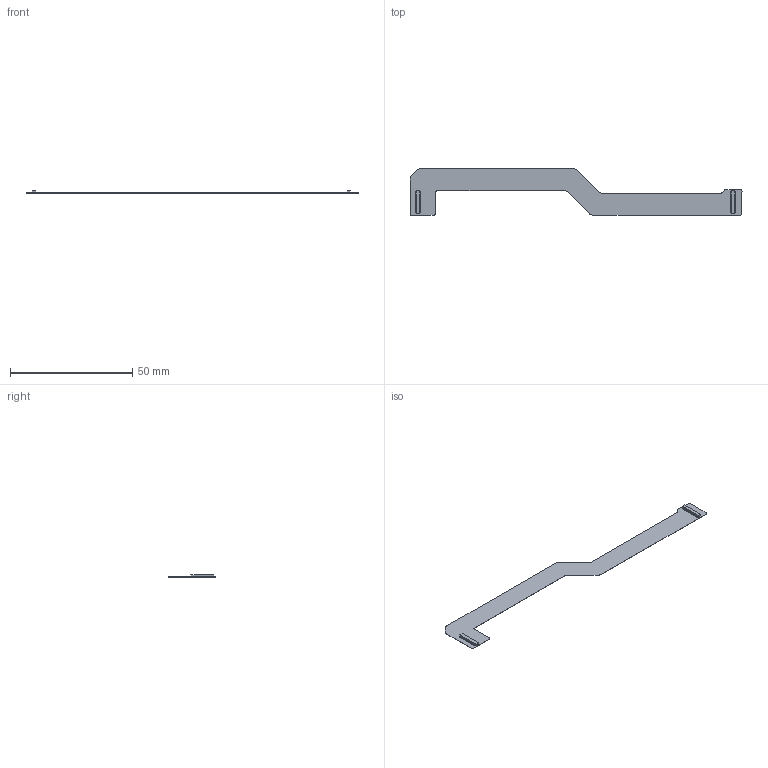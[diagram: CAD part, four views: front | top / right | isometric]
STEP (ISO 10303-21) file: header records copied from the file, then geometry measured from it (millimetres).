
FILE_DESCRIPTION(('Open CASCADE Model'),'2;1');
FILE_NAME('Open CASCADE Shape Model','2025-03-02T07:13:14',('Author'),( 'Open CASCADE'),'Open CASCADE STEP processor 6.8','Open CASCADE 6.8' ,'Unknown');
FILE_SCHEMA(('AUTOMOTIVE_DESIGN { 1 0 10303 214 1 1 1 1 }'));
Length unit declared in the file: millimetre
Products named in the file (1): PCB
Bounding box: 135.73 x 18.89 x 0.96 mm (x, y, z)
Volume: 162 mm3; surface area: 2877.3 mm2
Topology: 92 solids, 92 shells, 573 faces, 1167 edges, 778 vertices
Faces by surface type: plane 559, cylinder 14
Entity records: 15185 total; most frequent: CARTESIAN_POINT 2519, DIRECTION 2343, ORIENTED_EDGE 2334, EDGE_CURVE 1167, LINE 1139, VECTOR 1139, VERTEX_POINT 778, AXIS2_PLACEMENT_3D 602
